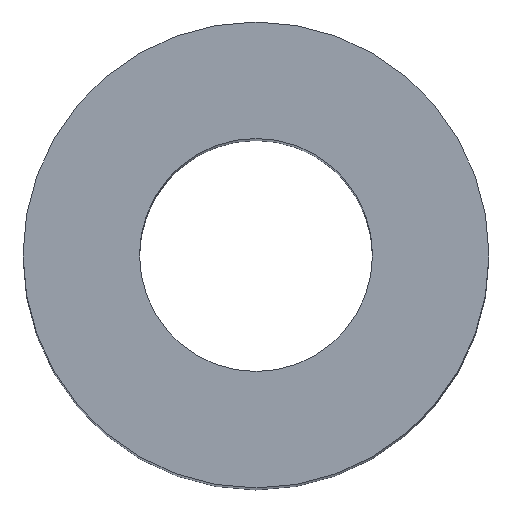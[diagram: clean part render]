
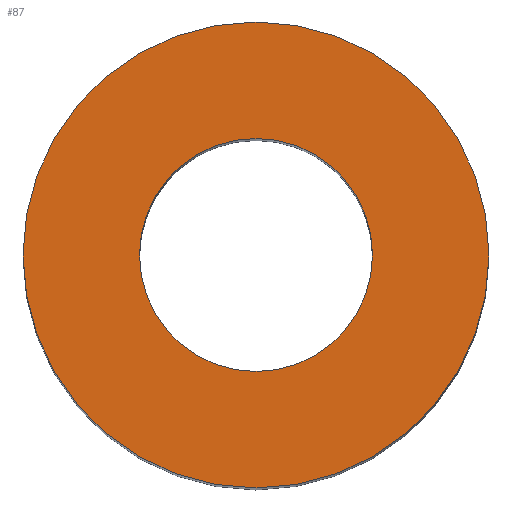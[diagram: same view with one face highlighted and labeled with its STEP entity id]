
A CAD part, top view. The second image highlights one B-rep face of the part: STEP entity #87.
In plain terms, the highlighted planar face has unit normal (0, 0, 1).
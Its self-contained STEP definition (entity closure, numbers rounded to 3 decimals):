
#4 = CARTESIAN_POINT ( 'NONE',  ( 0., 0., 10. ) ) ;
#5 = EDGE_CURVE ( 'NONE', #96, #107, #139, .T. ) ;
#7 = CARTESIAN_POINT ( 'NONE',  ( 0., 0., 10. ) ) ;
#13 = CARTESIAN_POINT ( 'NONE',  ( 0., 0., 10. ) ) ;
#17 = AXIS2_PLACEMENT_3D ( 'NONE', #4, #20, #80 ) ;
#20 = DIRECTION ( 'NONE',  ( 0., 0., 1. ) ) ;
#25 = CARTESIAN_POINT ( 'NONE',  ( 1., 0., 10. ) ) ;
#27 = DIRECTION ( 'NONE',  ( 0., 0., 1. ) ) ;
#30 = DIRECTION ( 'NONE',  ( 0., 0., 1. ) ) ;
#34 = ORIENTED_EDGE ( 'NONE', *, *, #73, .F. ) ;
#37 = CIRCLE ( 'NONE', #78, 2. ) ;
#40 = CARTESIAN_POINT ( 'NONE',  ( 0., 0., 10. ) ) ;
#46 = ORIENTED_EDGE ( 'NONE', *, *, #213, .T. ) ;
#50 = EDGE_LOOP ( 'NONE', ( #138, #46 ) ) ;
#54 = AXIS2_PLACEMENT_3D ( 'NONE', #40, #27, #125 ) ;
#58 = FACE_OUTER_BOUND ( 'NONE', #50, .T. ) ;
#63 = EDGE_LOOP ( 'NONE', ( #34, #193 ) ) ;
#67 = VERTEX_POINT ( 'NONE', #69 ) ;
#69 = CARTESIAN_POINT ( 'NONE',  ( 2., 0., 10. ) ) ;
#71 = DIRECTION ( 'NONE',  ( 1., 0., 0. ) ) ;
#73 = EDGE_CURVE ( 'NONE', #107, #96, #148, .T. ) ;
#75 = AXIS2_PLACEMENT_3D ( 'NONE', #183, #126, #88 ) ;
#78 = AXIS2_PLACEMENT_3D ( 'NONE', #7, #30, #136 ) ;
#80 = DIRECTION ( 'NONE',  ( 1., 0., 0. ) ) ;
#84 = DIRECTION ( 'NONE',  ( 0., 0., 1. ) ) ;
#87 = ADVANCED_FACE ( 'NONE', ( #58, #129 ), #97, .T. ) ;
#88 = DIRECTION ( 'NONE',  ( 1., 0., 0. ) ) ;
#96 = VERTEX_POINT ( 'NONE', #25 ) ;
#97 = PLANE ( 'NONE',  #75 ) ;
#107 = VERTEX_POINT ( 'NONE', #151 ) ;
#118 = EDGE_CURVE ( 'NONE', #163, #67, #211, .T. ) ;
#125 = DIRECTION ( 'NONE',  ( 1., 0., 0. ) ) ;
#126 = DIRECTION ( 'NONE',  ( 0., 0., 1. ) ) ;
#129 = FACE_BOUND ( 'NONE', #63, .T. ) ;
#136 = DIRECTION ( 'NONE',  ( 1., 0., 0. ) ) ;
#138 = ORIENTED_EDGE ( 'NONE', *, *, #118, .T. ) ;
#139 = CIRCLE ( 'NONE', #17, 1. ) ;
#148 = CIRCLE ( 'NONE', #54, 1. ) ;
#151 = CARTESIAN_POINT ( 'NONE',  ( -1., 0., 10. ) ) ;
#163 = VERTEX_POINT ( 'NONE', #202 ) ;
#183 = CARTESIAN_POINT ( 'NONE',  ( 0., 0., 10. ) ) ;
#193 = ORIENTED_EDGE ( 'NONE', *, *, #5, .F. ) ;
#197 = AXIS2_PLACEMENT_3D ( 'NONE', #13, #84, #71 ) ;
#202 = CARTESIAN_POINT ( 'NONE',  ( -2., 0., 10. ) ) ;
#211 = CIRCLE ( 'NONE', #197, 2. ) ;
#213 = EDGE_CURVE ( 'NONE', #67, #163, #37, .T. ) ;
